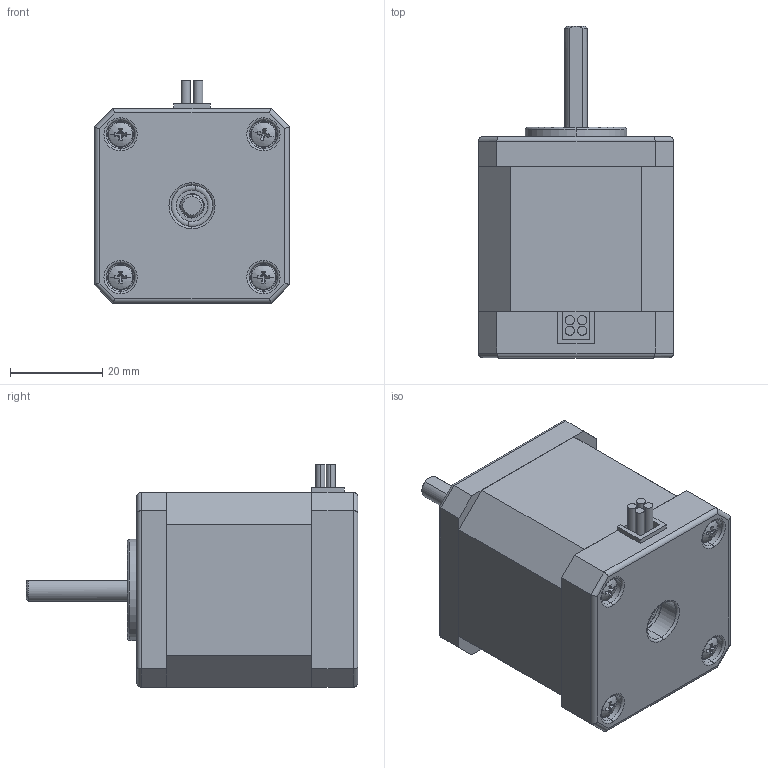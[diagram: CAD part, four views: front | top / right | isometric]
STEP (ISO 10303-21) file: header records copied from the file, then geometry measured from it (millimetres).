
FILE_DESCRIPTION (( 'STEP AP203' ), '1' );
FILE_NAME ('Nema 17 42HS48-1684_Valor predeterminado_sldprt.STEP', '2024-10-13T13:51:31', ( '' ), ( '' ), 'SwSTEP 2.0', 'SolidWorks 2024', '' );
FILE_SCHEMA (( 'CONFIG_CONTROL_DESIGN' ));
Length unit declared in the file: millimetre
Products named in the file (1): Nema 17 42HS48-1684_Valor predeterminado_sldprt
Bounding box: 42.3 x 72 x 48.3 mm (x, y, z)
Volume: 55300 mm3; surface area: 23529.3 mm2
Topology: 10 solids, 10 shells, 305 faces, 674 edges, 412 vertices
Faces by surface type: plane 133, cylinder 108, torus 52, sphere 8, cone 4
Entity records: 8549 total; most frequent: DIRECTION 1626, CARTESIAN_POINT 1452, ORIENTED_EDGE 1348, EDGE_CURVE 674, AXIS2_PLACEMENT_3D 664, VERTEX_POINT 412, CIRCLE 358, EDGE_LOOP 354
